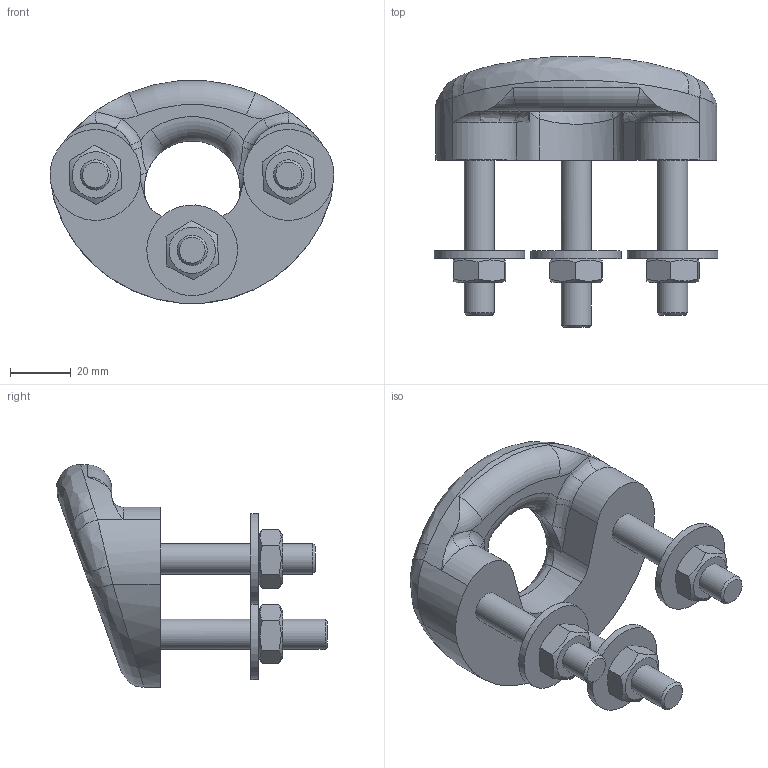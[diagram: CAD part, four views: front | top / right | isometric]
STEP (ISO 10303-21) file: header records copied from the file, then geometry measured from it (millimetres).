
FILE_DESCRIPTION(/* description */ (''),/* implementation_level */ '2;1');
FILE_NAME(/* name */ '7610.stp',/* time_stamp */ '2020-05-19T12:26:00+02:00',/* author */ ('francesca'),/* organization */ (''),/* preprocessor_version */ 'ST-DEVELOPER v18.1',/* originating_system */ 'Autodesk Inventor 2021',/* authorisation */ '');
FILE_SCHEMA (('AUTOMOTIVE_DESIGN { 1 0 10303 214 3 1 1 }'));
Length unit declared in the file: millimetre
Products named in the file (1): 19041516
Bounding box: 93.81 x 89.41 x 73.67 mm (x, y, z)
Volume: 107029.2 mm3; surface area: 25922.2 mm2
Topology: 1 solids, 1 shells, 102 faces, 250 edges, 164 vertices
Faces by surface type: plane 40, cylinder 22, bspline 20, cone 10, torus 10
Full cylindrical faces by diameter (mm): 10 x6, 11 x3, 30 x3
Entity records: 3751 total; most frequent: CARTESIAN_POINT 1399, ORIENTED_EDGE 500, DIRECTION 474, EDGE_CURVE 250, AXIS2_PLACEMENT_3D 209, VERTEX_POINT 164, EDGE_LOOP 118, CIRCLE 106
